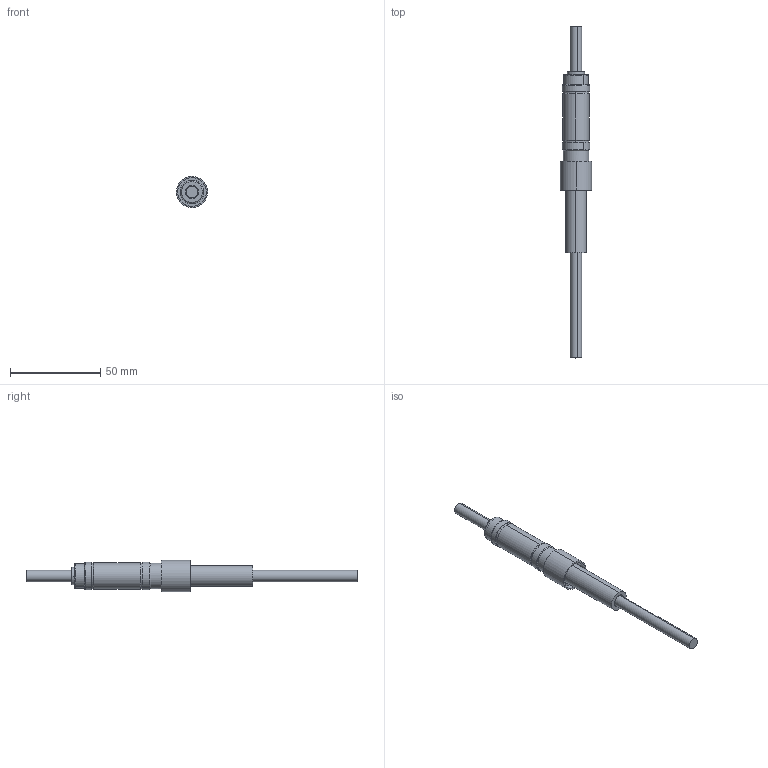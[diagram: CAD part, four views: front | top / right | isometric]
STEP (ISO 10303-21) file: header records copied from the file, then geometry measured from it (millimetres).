
FILE_DESCRIPTION (( 'STEP AP203' ), '1' );
FILE_NAME ('A0548-1-W.STEP', '2013-06-10T13:30:32', ( '' ), ( '' ), 'SwSTEP 2.0', 'SolidWorks 2012', '' );
FILE_SCHEMA (( 'CONFIG_CONTROL_DESIGN' ));
Length unit declared in the file: inch
Products named in the file (1): A0548-1-W
Bounding box: 17.37 x 184.15 x 17.37 mm (x, y, z)
Volume: 15989.5 mm3; surface area: 12893.7 mm2
Topology: 1 solids, 1 shells, 69 faces, 142 edges, 86 vertices
Faces by surface type: cylinder 34, cone 14, plane 13, torus 8
Entity records: 1921 total; most frequent: DIRECTION 376, CARTESIAN_POINT 298, ORIENTED_EDGE 284, AXIS2_PLACEMENT_3D 164, EDGE_CURVE 142, CIRCLE 94, VERTEX_POINT 86, EDGE_LOOP 80
